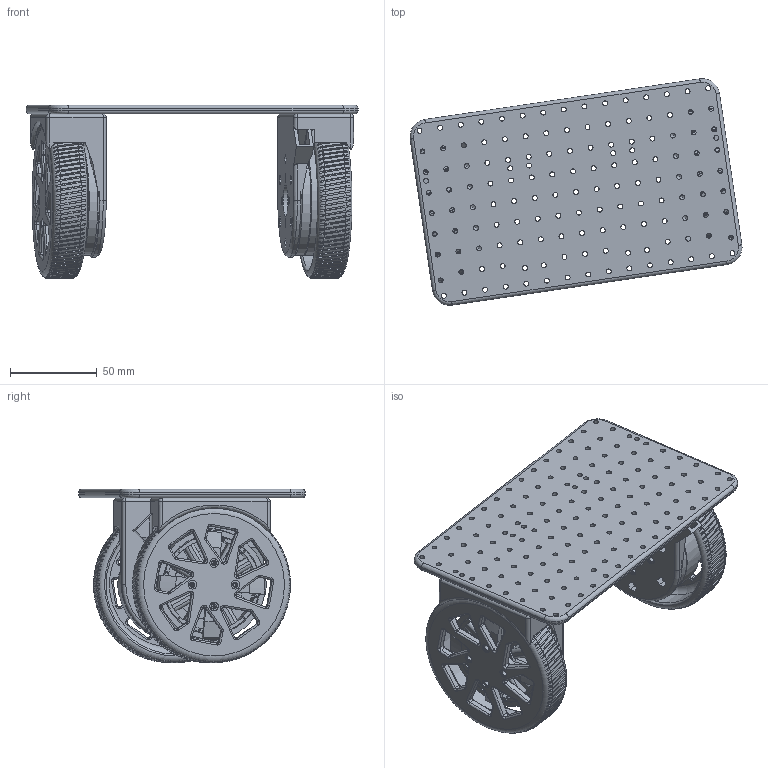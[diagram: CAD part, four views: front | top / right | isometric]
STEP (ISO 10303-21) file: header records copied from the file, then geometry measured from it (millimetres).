
FILE_DESCRIPTION(/* description */ (''),/* implementation_level */ '2;1');
FILE_NAME(/* name */ 'RobotAssembly.stp',/* time_stamp */ '2020-06-08T17:57:13+02:00',/* author */ ('jguck'),/* organization */ (''),/* preprocessor_version */ 'ST-DEVELOPER v17',/* originating_system */ 'Autodesk Inventor 2019',/* authorisation */ '');
FILE_SCHEMA (('AUTOMOTIVE_DESIGN { 1 0 10303 214 3 1 1 }'));
Length unit declared in the file: millimetre
Products named in the file (6): wheeled_base; ArrangedPlate; wheel_assembly; Wheel; BGM5208-200-12; body
Assembly tree (6 placements, depth 3):
  wheeled_base
    ArrangedPlate
    wheel_assembly  x2
      Wheel
      BGM5208-200-12
      body
Bounding box: 191.13 x 130.42 x 100 mm (x, y, z)
Volume: 340954.9 mm3; surface area: 180920.3 mm2
Topology: 11 solids, 11 shells, 2405 faces, 6709 edges, 4398 vertices
Faces by surface type: plane 1286, cylinder 887, torus 152, cone 62, bspline 10, sphere 8
Full cylindrical faces by diameter (mm): 2.05 x6, 2.5 x24, 2.85 x171, 3 x16, 5 x16, 12.2 x2, 12.6 x2, 15.6 x6, 16.1 x2, 17.6 x2, 18 x2, 23 x2, 25 x2, 57 x2, 63 x2, 80 x2
Entity records: 47092 total; most frequent: CARTESIAN_POINT 12866, ORIENTED_EDGE 7178, DIRECTION 6909, EDGE_CURVE 3589, AXIS2_PLACEMENT_3D 2775, VERTEX_POINT 2356, EDGE_LOOP 1717, LINE 1359
